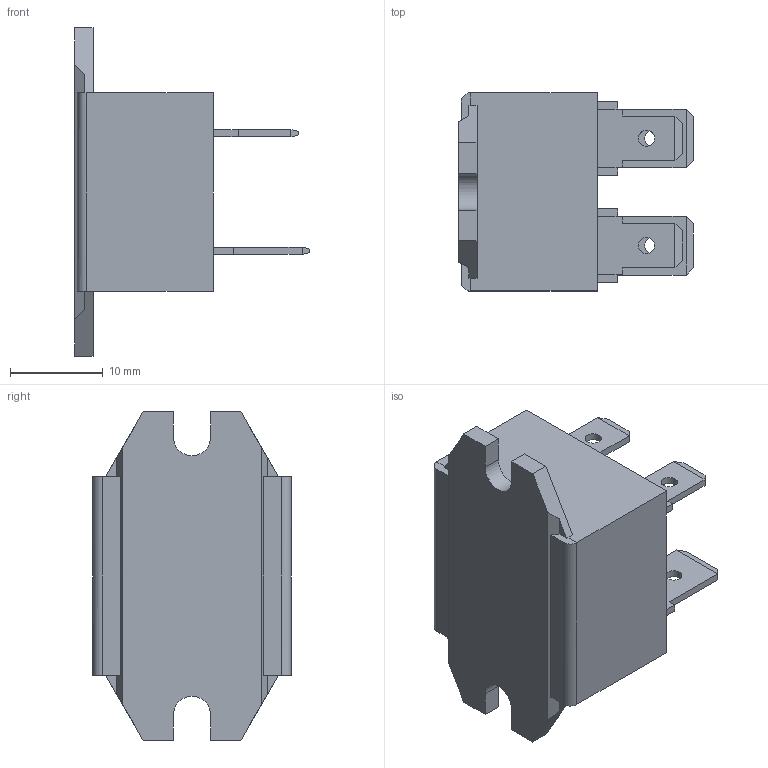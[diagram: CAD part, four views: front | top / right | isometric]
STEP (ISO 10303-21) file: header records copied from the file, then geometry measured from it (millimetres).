
FILE_DESCRIPTION(/* description */ (''),/* implementation_level */ '2;1');
FILE_NAME(/* name */ '3d_HS1A.stp',/* time_stamp */ '2023-11-28T18:00:55+01:00',/* author */ (''),/* organization */ (''),/* preprocessor_version */ 'ST-DEVELOPER v16.7',/* originating_system */ 'SIEMENS PLM Software NX 12.0',/* authorisation */ '');
FILE_SCHEMA (('AUTOMOTIVE_DESIGN { 1 0 10303 214 3 1 1 1 }'));
Length unit declared in the file: millimetre
Products named in the file (1): RuggFA7C5A41tpt8
Bounding box: 25.4 x 21.41 x 35.5 mm (x, y, z)
Surface area: 3097 mm2 (no closed solid volume)
Topology: 0 solids, 1 shells, 92 faces, 238 edges, 152 vertices
Faces by surface type: plane 84, cylinder 8
Full cylindrical faces by diameter (mm): 1.76 x4
Entity records: 2766 total; most frequent: CARTESIAN_POINT 479, ORIENTED_EDGE 468, DIRECTION 436, EDGE_CURVE 234, LINE 218, VECTOR 218, VERTEX_POINT 152, AXIS2_PLACEMENT_3D 109
